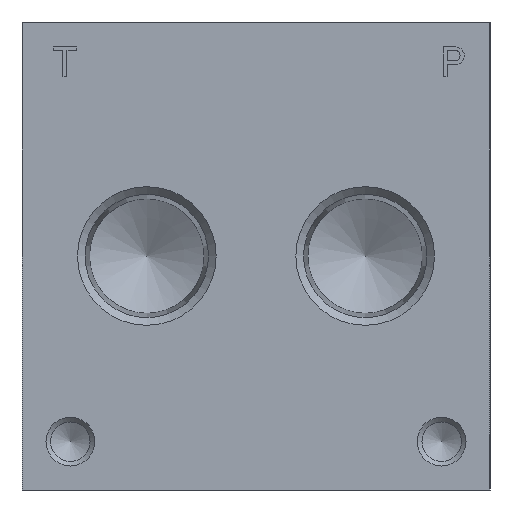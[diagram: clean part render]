
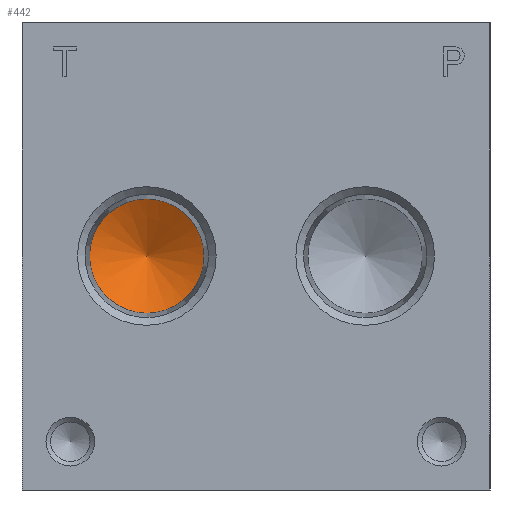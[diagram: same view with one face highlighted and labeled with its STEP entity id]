
A CAD part, left-side view. The second image highlights one B-rep face of the part: STEP entity #442.
In plain terms, the highlighted conical face has half-angle 61.526 degrees and reference radius 9.32 mm.
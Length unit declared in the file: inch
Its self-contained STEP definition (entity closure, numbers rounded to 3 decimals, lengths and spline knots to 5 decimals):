
#442 = ADVANCED_FACE( '', ( #1263, #1264 ), #1265, .F. );
#1263 = FACE_BOUND( '', #2610, .T. );
#1264 = FACE_OUTER_BOUND( '', #2611, .T. );
#1265 = CONICAL_SURFACE( '', #2612, 0.36691, 1.074 );
#2610 = VERTEX_LOOP( '', #4021 );
#2611 = EDGE_LOOP( '', ( #4022 ) );
#2612 = AXIS2_PLACEMENT_3D( '', #4023, #4024, #4025 );
#4021 = VERTEX_POINT( '', #7257 );
#4022 = ORIENTED_EDGE( '', *, *, #7258, .F. );
#4023 = CARTESIAN_POINT( '', ( 0.962, 2.2, 1.5 ) );
#4024 = DIRECTION( '', ( -1., 0., 0. ) );
#4025 = DIRECTION( '', ( 0., 0., 1. ) );
#7257 = CARTESIAN_POINT( '', ( 1.161, 2.2, 1.5 ) );
#7258 = EDGE_CURVE( '', #8582, #8582, #8583, .T. );
#8582 = VERTEX_POINT( '', #10471 );
#8583 = CIRCLE( '', #10472, 0.36691 );
#10471 = CARTESIAN_POINT( '', ( 0.962, 2.2, 1.13309 ) );
#10472 = AXIS2_PLACEMENT_3D( '', #12819, #12820, #12821 );
#12819 = CARTESIAN_POINT( '', ( 0.962, 2.2, 1.5 ) );
#12820 = DIRECTION( '', ( 1., 0., 0. ) );
#12821 = DIRECTION( '', ( 0., 0., -1. ) );
